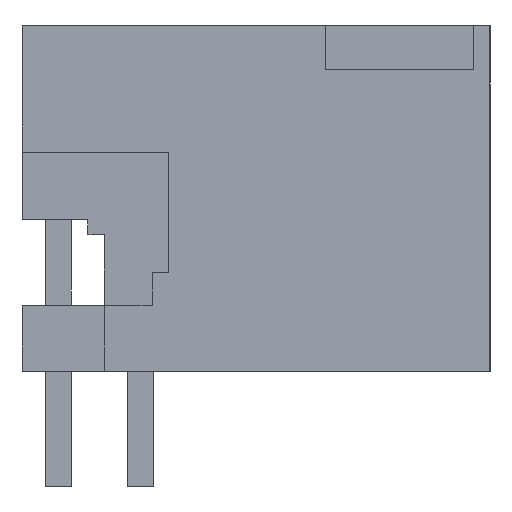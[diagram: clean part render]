
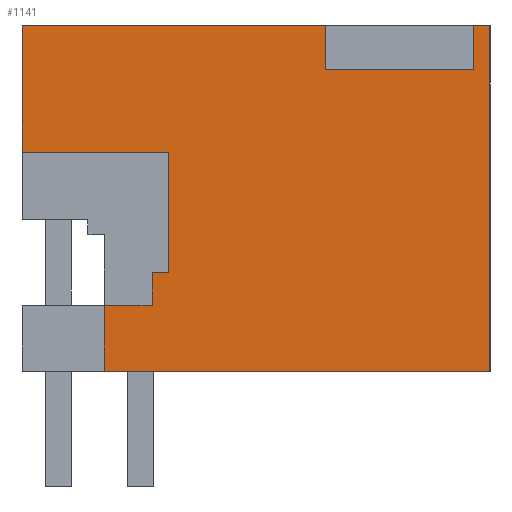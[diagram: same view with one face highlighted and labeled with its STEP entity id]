
A CAD part, left-side view. The second image highlights one B-rep face of the part: STEP entity #1141.
In plain terms, the highlighted planar face has unit normal (-1, 0, 0).
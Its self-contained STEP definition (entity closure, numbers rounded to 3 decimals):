
#1048=AXIS2_PLACEMENT_3D('Plane Axis2P3D',#1045,#1046,#1047) ;
#102=CARTESIAN_POINT('Vertex',(0.,11.7,5.5)) ;
#105=CARTESIAN_POINT('Line Origine',(0.,10.975,5.5)) ;
#109=CARTESIAN_POINT('Vertex',(0.,10.25,5.5)) ;
#816=CARTESIAN_POINT('Vertex',(0.,0.,3.5)) ;
#819=CARTESIAN_POINT('Line Origine',(0.,5.85,3.5)) ;
#823=CARTESIAN_POINT('Vertex',(0.,11.7,3.5)) ;
#1014=CARTESIAN_POINT('Line Origine',(0.,11.7,4.5)) ;
#1045=CARTESIAN_POINT('Axis2P3D Location',(0.,14.2,0.)) ;
#1050=CARTESIAN_POINT('Line Origine',(0.,0.,8.75)) ;
#1054=CARTESIAN_POINT('Vertex',(0.,0.,14.)) ;
#1057=CARTESIAN_POINT('Line Origine',(0.,0.25,14.)) ;
#1061=CARTESIAN_POINT('Vertex',(0.,0.5,14.)) ;
#1064=CARTESIAN_POINT('Line Origine',(0.,0.5,13.325)) ;
#1068=CARTESIAN_POINT('Vertex',(0.,0.5,12.65)) ;
#1071=CARTESIAN_POINT('Line Origine',(0.,2.75,12.65)) ;
#1075=CARTESIAN_POINT('Vertex',(0.,5.,12.65)) ;
#1078=CARTESIAN_POINT('Line Origine',(0.,5.,13.325)) ;
#1082=CARTESIAN_POINT('Vertex',(0.,5.,14.)) ;
#1085=CARTESIAN_POINT('Line Origine',(0.,9.6,14.)) ;
#1089=CARTESIAN_POINT('Vertex',(0.,14.2,14.)) ;
#1092=CARTESIAN_POINT('Line Origine',(0.,14.2,12.075)) ;
#1096=CARTESIAN_POINT('Vertex',(0.,14.2,10.15)) ;
#1099=CARTESIAN_POINT('Line Origine',(0.,11.975,10.15)) ;
#1103=CARTESIAN_POINT('Vertex',(0.,9.75,10.15)) ;
#1106=CARTESIAN_POINT('Line Origine',(0.,9.75,8.325)) ;
#1110=CARTESIAN_POINT('Vertex',(0.,9.75,6.5)) ;
#1113=CARTESIAN_POINT('Line Origine',(0.,10.,6.5)) ;
#1117=CARTESIAN_POINT('Vertex',(0.,10.25,6.5)) ;
#1120=CARTESIAN_POINT('Line Origine',(0.,10.25,6.)) ;
#106=DIRECTION('Vector Direction',(0.,1.,0.)) ;
#820=DIRECTION('Vector Direction',(0.,-1.,0.)) ;
#1015=DIRECTION('Vector Direction',(0.,0.,1.)) ;
#1046=DIRECTION('Axis2P3D Direction',(-1.,0.,0.)) ;
#1047=DIRECTION('Axis2P3D XDirection',(0.,-1.,0.)) ;
#1051=DIRECTION('Vector Direction',(0.,0.,1.)) ;
#1058=DIRECTION('Vector Direction',(0.,-1.,0.)) ;
#1065=DIRECTION('Vector Direction',(0.,0.,-1.)) ;
#1072=DIRECTION('Vector Direction',(0.,1.,0.)) ;
#1079=DIRECTION('Vector Direction',(0.,0.,-1.)) ;
#1086=DIRECTION('Vector Direction',(0.,-1.,0.)) ;
#1093=DIRECTION('Vector Direction',(0.,0.,1.)) ;
#1100=DIRECTION('Vector Direction',(0.,-1.,0.)) ;
#1107=DIRECTION('Vector Direction',(0.,0.,1.)) ;
#1114=DIRECTION('Vector Direction',(0.,-1.,0.)) ;
#1121=DIRECTION('Vector Direction',(0.,0.,1.)) ;
#107=VECTOR('Line Direction',#106,1.) ;
#821=VECTOR('Line Direction',#820,1.) ;
#1016=VECTOR('Line Direction',#1015,1.) ;
#1052=VECTOR('Line Direction',#1051,1.) ;
#1059=VECTOR('Line Direction',#1058,1.) ;
#1066=VECTOR('Line Direction',#1065,1.) ;
#1073=VECTOR('Line Direction',#1072,1.) ;
#1080=VECTOR('Line Direction',#1079,1.) ;
#1087=VECTOR('Line Direction',#1086,1.) ;
#1094=VECTOR('Line Direction',#1093,1.) ;
#1101=VECTOR('Line Direction',#1100,1.) ;
#1108=VECTOR('Line Direction',#1107,1.) ;
#1115=VECTOR('Line Direction',#1114,1.) ;
#1122=VECTOR('Line Direction',#1121,1.) ;
#1126=ORIENTED_EDGE('',*,*,#825,.T.) ;
#1127=ORIENTED_EDGE('',*,*,#1056,.T.) ;
#1128=ORIENTED_EDGE('',*,*,#1063,.T.) ;
#1129=ORIENTED_EDGE('',*,*,#1070,.T.) ;
#1130=ORIENTED_EDGE('',*,*,#1077,.T.) ;
#1131=ORIENTED_EDGE('',*,*,#1084,.T.) ;
#1132=ORIENTED_EDGE('',*,*,#1091,.T.) ;
#1133=ORIENTED_EDGE('',*,*,#1098,.T.) ;
#1134=ORIENTED_EDGE('',*,*,#1105,.T.) ;
#1135=ORIENTED_EDGE('',*,*,#1112,.T.) ;
#1136=ORIENTED_EDGE('',*,*,#1119,.T.) ;
#1137=ORIENTED_EDGE('',*,*,#1124,.T.) ;
#1138=ORIENTED_EDGE('',*,*,#111,.T.) ;
#1139=ORIENTED_EDGE('',*,*,#1018,.T.) ;
#1141=ADVANCED_FACE('HOUSING',(#1140),#1049,.T.) ;
#111=EDGE_CURVE('',#110,#103,#108,.T.) ;
#825=EDGE_CURVE('',#824,#817,#822,.T.) ;
#1018=EDGE_CURVE('',#103,#824,#1017,.F.) ;
#1056=EDGE_CURVE('',#817,#1055,#1053,.T.) ;
#1063=EDGE_CURVE('',#1055,#1062,#1060,.F.) ;
#1070=EDGE_CURVE('',#1062,#1069,#1067,.T.) ;
#1077=EDGE_CURVE('',#1069,#1076,#1074,.T.) ;
#1084=EDGE_CURVE('',#1076,#1083,#1081,.F.) ;
#1091=EDGE_CURVE('',#1083,#1090,#1088,.F.) ;
#1098=EDGE_CURVE('',#1090,#1097,#1095,.F.) ;
#1105=EDGE_CURVE('',#1097,#1104,#1102,.T.) ;
#1112=EDGE_CURVE('',#1104,#1111,#1109,.F.) ;
#1119=EDGE_CURVE('',#1111,#1118,#1116,.F.) ;
#1124=EDGE_CURVE('',#1118,#110,#1123,.F.) ;
#1125=EDGE_LOOP('',(#1126,#1127,#1128,#1129,#1130,#1131,#1132,#1133,#1134,#1135,#1136,#1137,#1138,#1139)) ;
#1140=FACE_OUTER_BOUND('',#1125,.T.) ;
#108=LINE('Line',#105,#107) ;
#822=LINE('Line',#819,#821) ;
#1017=LINE('Line',#1014,#1016) ;
#1053=LINE('Line',#1050,#1052) ;
#1060=LINE('Line',#1057,#1059) ;
#1067=LINE('Line',#1064,#1066) ;
#1074=LINE('Line',#1071,#1073) ;
#1081=LINE('Line',#1078,#1080) ;
#1088=LINE('Line',#1085,#1087) ;
#1095=LINE('Line',#1092,#1094) ;
#1102=LINE('Line',#1099,#1101) ;
#1109=LINE('Line',#1106,#1108) ;
#1116=LINE('Line',#1113,#1115) ;
#1123=LINE('Line',#1120,#1122) ;
#1049=PLANE('',#1048) ;
#103=VERTEX_POINT('',#102) ;
#110=VERTEX_POINT('',#109) ;
#817=VERTEX_POINT('',#816) ;
#824=VERTEX_POINT('',#823) ;
#1055=VERTEX_POINT('',#1054) ;
#1062=VERTEX_POINT('',#1061) ;
#1069=VERTEX_POINT('',#1068) ;
#1076=VERTEX_POINT('',#1075) ;
#1083=VERTEX_POINT('',#1082) ;
#1090=VERTEX_POINT('',#1089) ;
#1097=VERTEX_POINT('',#1096) ;
#1104=VERTEX_POINT('',#1103) ;
#1111=VERTEX_POINT('',#1110) ;
#1118=VERTEX_POINT('',#1117) ;
